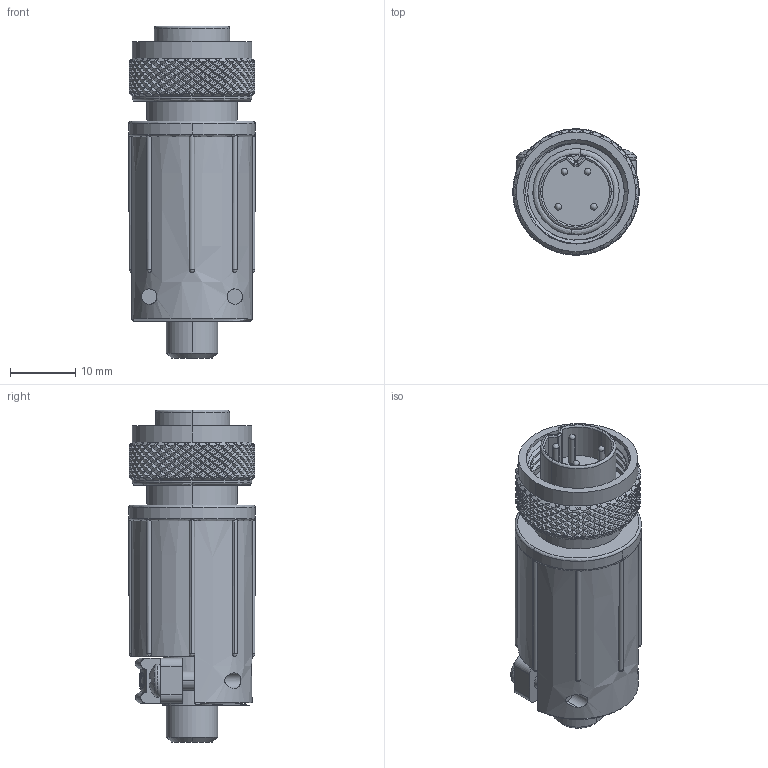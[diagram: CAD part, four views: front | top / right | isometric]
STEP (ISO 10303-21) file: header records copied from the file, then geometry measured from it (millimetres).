
FILE_DESCRIPTION (( 'STEP AP203' ), '1' );
FILE_NAME ('SF6282-4PG-520.STEP', '2013-05-24T14:53:24', ( '21FPBF1' ), ( 'Conxall' ), 'SwSTEP 2.0', 'SolidWorks 2012', '' );
FILE_SCHEMA (( 'CONFIG_CONTROL_DESIGN' ));
Length unit declared in the file: inch
Products named in the file (1): SF6282-4PG-520
Bounding box: 19.38 x 19.38 x 50.85 mm (x, y, z)
Volume: 10165.3 mm3; surface area: 5277.9 mm2
Topology: 1 solids, 1 shells, 2220 faces, 4760 edges, 2535 vertices
Faces by surface type: bspline 1653, cylinder 455, plane 96, cone 16
Entity records: 111662 total; most frequent: CARTESIAN_POINT 80423, ORIENTED_EDGE 9468, EDGE_CURVE 4734, DIRECTION 2713, VERTEX_POINT 2535, EDGE_LOOP 2243, FACE_OUTER_BOUND 2220, ADVANCED_FACE 2220
